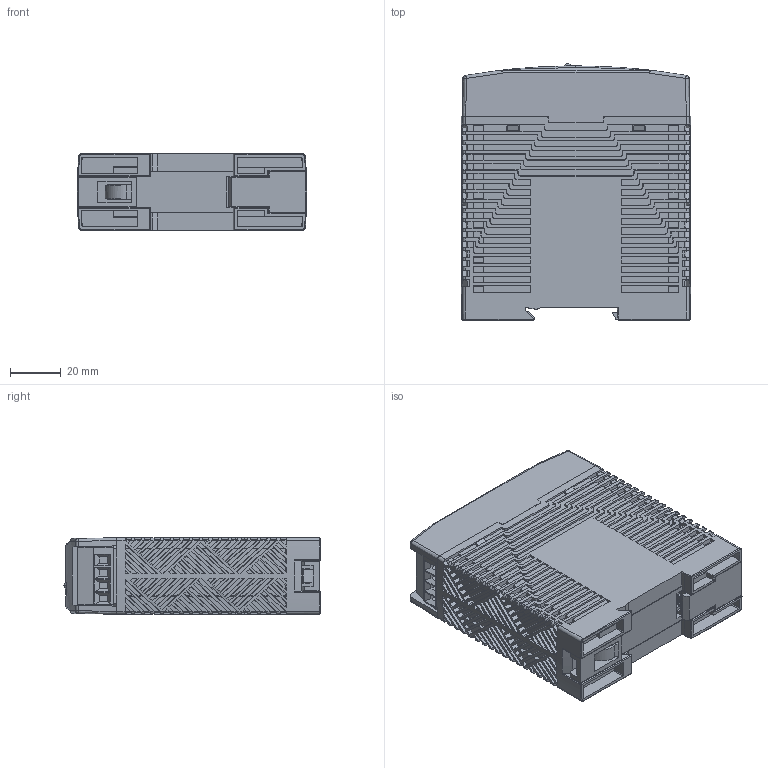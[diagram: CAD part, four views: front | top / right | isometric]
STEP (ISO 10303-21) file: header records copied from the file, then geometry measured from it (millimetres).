
FILE_DESCRIPTION (( 'STEP AP214' ), '1' );
FILE_NAME ('DRS2.STEP', '2021-07-05T15:22:38', ( 'WinXP' ), ( 'MyPC' ), 'SwSTEP 2.0', 'SolidWorks 2010', '' );
FILE_SCHEMA (( 'AUTOMOTIVE_DESIGN' ));
Length unit declared in the file: millimetre
Products named in the file (8): VL102-A0_N-2; LED-G_N02-2; DRS2_TOP_01_N-2; DRS2_BASE_02_N-2; DRS2; JC091-A0_RIGHT_20150423_N-2; JC086_A0_RIGHT_20150423_N-2; HP162-A0_BP_N-2
Assembly tree (7 placements, depth 2):
  DRS2
    LED-G_N02-2
    DRS2_TOP_01_N-2
    VL102-A0_N-2
    JC086_A0_RIGHT_20150423_N-2
    JC091-A0_RIGHT_20150423_N-2
    HP162-A0_BP_N-2
    DRS2_BASE_02_N-2
Bounding box: 89.99 x 100.5 x 30.09 mm (x, y, z)
Volume: 238244.8 mm3; surface area: 57150.1 mm2
Topology: 8 solids, 8 shells, 2847 faces, 7930 edges, 5201 vertices
Faces by surface type: plane 2157, cylinder 377, cone 232, bspline 81
Entity records: 99276 total; most frequent: CARTESIAN_POINT 32695, ORIENTED_EDGE 15856, DIRECTION 10229, EDGE_CURVE 7928, VERTEX_POINT 5201, VECTOR 4093, LINE 4093, AXIS2_PLACEMENT_3D 3068
